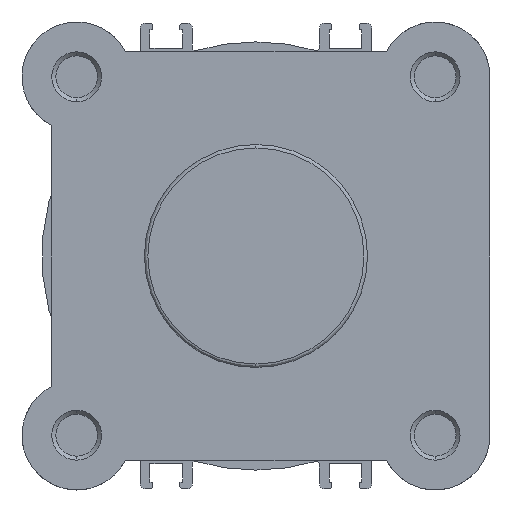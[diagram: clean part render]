
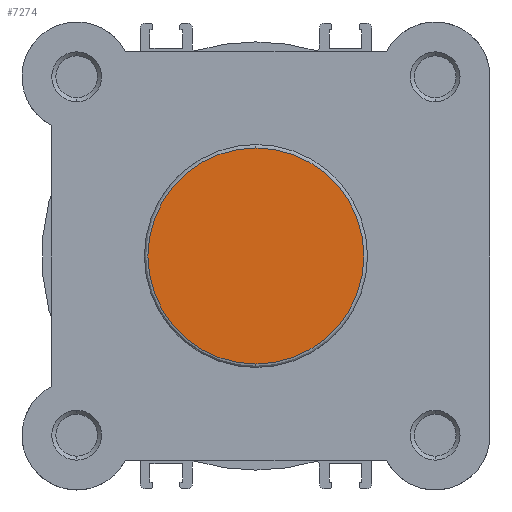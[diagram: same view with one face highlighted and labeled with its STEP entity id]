
A CAD part, left-side view. The second image highlights one B-rep face of the part: STEP entity #7274.
In plain terms, the highlighted planar face has unit normal (-1, 0, 0).
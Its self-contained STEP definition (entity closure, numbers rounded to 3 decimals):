
#28 = CARTESIAN_POINT ( 'NONE',  ( 0., 0., -21.7 ) ) ;
#269 = CARTESIAN_POINT ( 'NONE',  ( 0., 0., 21.7 ) ) ;
#809 = CARTESIAN_POINT ( 'NONE',  ( 0., 0., 0. ) ) ;
#810 = DIRECTION ( 'NONE',  ( -1., 0., 0. ) ) ;
#811 = DIRECTION ( 'NONE',  ( 0., 0., -1. ) ) ;
#1433 = CIRCLE ( 'NONE', #6955, 21.7 ) ;
#1594 = FACE_OUTER_BOUND ( 'NONE', #4758, .T. ) ;
#2406 = CARTESIAN_POINT ( 'NONE',  ( 0., 0., 0. ) ) ;
#2408 = DIRECTION ( 'NONE',  ( -1., 0., 0. ) ) ;
#2409 = DIRECTION ( 'NONE',  ( 0., 0., -1. ) ) ;
#2740 = CARTESIAN_POINT ( 'NONE',  ( 0., 22.4, 0. ) ) ;
#2741 = PLANE ( 'NONE',  #7048 ) ;
#2742 = DIRECTION ( 'NONE',  ( 1., 0., 0. ) ) ;
#2743 = DIRECTION ( 'NONE',  ( 0., 0., -1. ) ) ;
#3874 = VERTEX_POINT ( 'NONE', #28 ) ;
#4118 = VERTEX_POINT ( 'NONE', #269 ) ;
#4758 = EDGE_LOOP ( 'NONE', ( #5182, #5181 ) ) ;
#5181 = ORIENTED_EDGE ( 'NONE', *, *, #6675, .T. ) ;
#5182 = ORIENTED_EDGE ( 'NONE', *, *, #6399, .T. ) ;
#5938 = CIRCLE ( 'NONE', #6816, 21.7 ) ;
#6399 = EDGE_CURVE ( 'NONE', #3874, #4118, #5938, .T. ) ;
#6675 = EDGE_CURVE ( 'NONE', #4118, #3874, #1433, .T. ) ;
#6816 = AXIS2_PLACEMENT_3D ( 'NONE', #809, #810, #811 ) ;
#6955 = AXIS2_PLACEMENT_3D ( 'NONE', #2406, #2408, #2409 ) ;
#7048 = AXIS2_PLACEMENT_3D ( 'NONE', #2740, #2742, #2743 ) ;
#7274 = ADVANCED_FACE ( 'NONE', ( #1594 ), #2741, .F. ) ;
